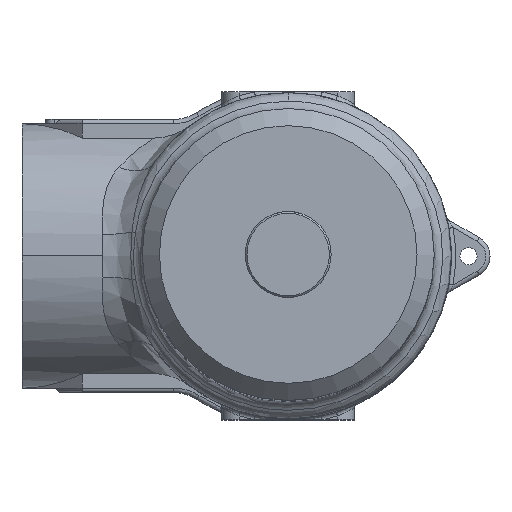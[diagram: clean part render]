
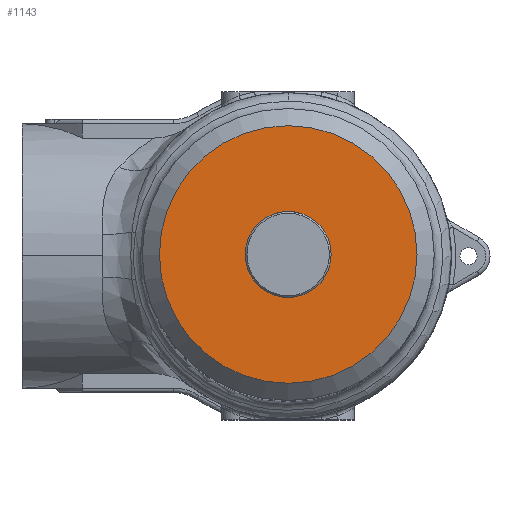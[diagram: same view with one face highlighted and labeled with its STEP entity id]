
A CAD part, top view. The second image highlights one B-rep face of the part: STEP entity #1143.
In plain terms, the highlighted planar face has unit normal (0, 0, 1).
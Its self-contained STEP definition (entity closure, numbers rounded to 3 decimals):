
#301=CARTESIAN_POINT('',(-15.,-0.,99.6));
#302=VERTEX_POINT('',#301);
#309=CARTESIAN_POINT('',(15.,-0.,99.6));
#310=VERTEX_POINT('',#309);
#311=CARTESIAN_POINT('',(0.,-0.,99.6));
#312=DIRECTION('',(0.,0.,-1.));
#313=DIRECTION('',(-1.,0.,0.));
#314=AXIS2_PLACEMENT_3D('',#311,#312,#313);
#315=CIRCLE('',#314,15.);
#316=EDGE_CURVE('NONE',#302,#310,#315,.T.);
#318=CARTESIAN_POINT('',(0.,-0.,99.6));
#319=DIRECTION('',(0.,0.,-1.));
#320=DIRECTION('',(-1.,0.,0.));
#321=AXIS2_PLACEMENT_3D('',#318,#319,#320);
#322=CIRCLE('',#321,15.);
#323=EDGE_CURVE('NONE',#310,#302,#322,.T.);
#336=CARTESIAN_POINT('',(-5.,-0.,99.6));
#337=VERTEX_POINT('',#336);
#363=CARTESIAN_POINT('',(5.,-0.,99.6));
#364=VERTEX_POINT('',#363);
#365=CARTESIAN_POINT('',(0.,-0.,99.6));
#366=DIRECTION('',(0.,0.,-1.));
#367=DIRECTION('',(-1.,0.,0.));
#368=AXIS2_PLACEMENT_3D('',#365,#366,#367);
#369=CIRCLE('',#368,5.);
#370=EDGE_CURVE('NONE',#364,#337,#369,.T.);
#372=CARTESIAN_POINT('',(0.,-0.,99.6));
#373=DIRECTION('',(0.,0.,-1.));
#374=DIRECTION('',(-1.,0.,0.));
#375=AXIS2_PLACEMENT_3D('',#372,#373,#374);
#376=CIRCLE('',#375,5.);
#377=EDGE_CURVE('NONE',#337,#364,#376,.T.);
#1130=CARTESIAN_POINT('',(0.,-15.,99.6));
#1131=DIRECTION('',(0.,0.,-1.));
#1132=DIRECTION('',(-1.,0.,0.));
#1133=AXIS2_PLACEMENT_3D('',#1130,#1131,#1132);
#1134=PLANE('',#1133);
#1135=ORIENTED_EDGE('',*,*,#316,.F.);
#1136=ORIENTED_EDGE('',*,*,#323,.F.);
#1137=EDGE_LOOP('',(#1135,#1136));
#1138=FACE_BOUND('',#1137,.T.);
#1139=ORIENTED_EDGE('',*,*,#377,.T.);
#1140=ORIENTED_EDGE('',*,*,#370,.T.);
#1141=EDGE_LOOP('',(#1139,#1140));
#1142=FACE_BOUND('',#1141,.T.);
#1143=ADVANCED_FACE('NONE',(#1138,#1142),#1134,.F.);
